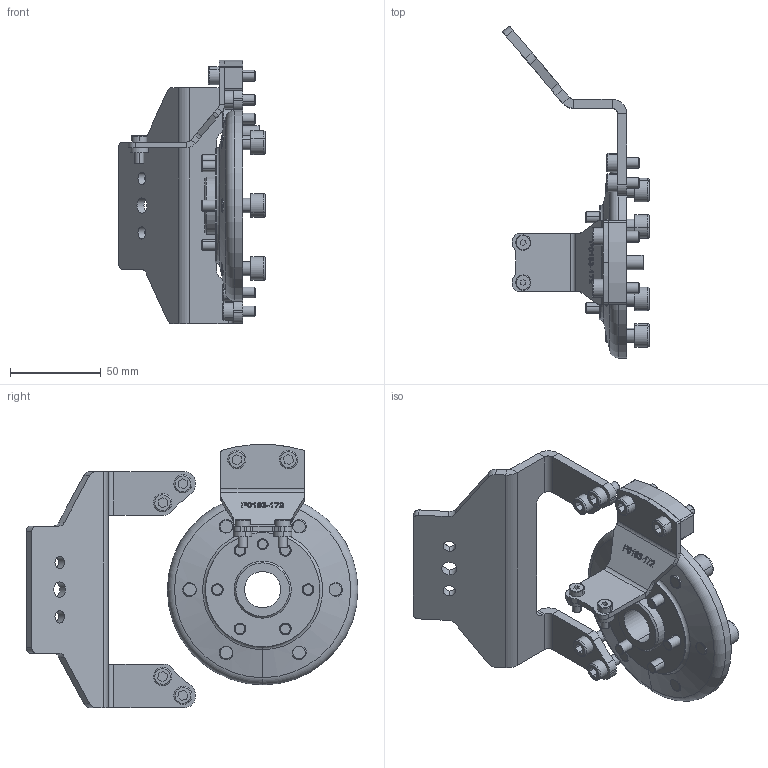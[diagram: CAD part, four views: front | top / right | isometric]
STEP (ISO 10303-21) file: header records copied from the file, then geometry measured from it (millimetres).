
FILE_DESCRIPTION (( 'STEP AP203' ), '1' );
FILE_NAME ('P5218.STEP', '2021-06-08T10:38:00', ( '' ), ( '' ), 'SwSTEP 2.0', 'SolidWorks 2019', '' );
FILE_SCHEMA (( 'CONFIG_CONTROL_DESIGN' ));
Length unit declared in the file: millimetre
Products named in the file (1): P5218
Bounding box: 80.85 x 182.85 x 145 mm (x, y, z)
Volume: 167802.9 mm3; surface area: 73057.5 mm2
Topology: 28 solids, 28 shells, 711 faces, 1666 edges, 1064 vertices
Faces by surface type: plane 326, cylinder 221, bspline 62, cone 58, torus 44
Entity records: 24180 total; most frequent: CARTESIAN_POINT 7696, DIRECTION 3391, ORIENTED_EDGE 3332, EDGE_CURVE 1666, AXIS2_PLACEMENT_3D 1231, VERTEX_POINT 1064, LINE 929, VECTOR 929
